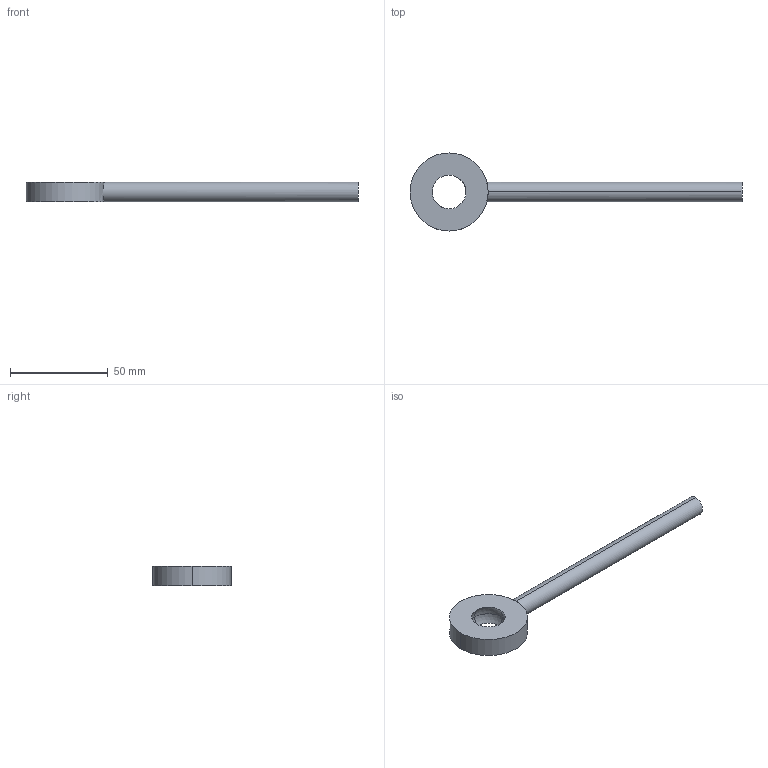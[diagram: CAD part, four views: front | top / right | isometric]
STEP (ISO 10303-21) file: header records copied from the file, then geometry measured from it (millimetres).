
FILE_DESCRIPTION(('CATIA V5 STEP Exchange'),'2;1');
FILE_NAME('Connecting_Rod.stp','2016-02-02T09:45:45+00:00',('none'),('none'),'CATIA Version 5 Release 20 SP 7 (IN-10)','CATIA V5 STEP AP203','none');
FILE_SCHEMA(('CONFIG_CONTROL_DESIGN'));
Length unit declared in the file: millimetre
Products named in the file (1): Connecting_Rod
Bounding box: 170 x 40 x 10 mm (x, y, z)
Volume: 19909.1 mm3; surface area: 8020.4 mm2
Topology: 1 solids, 1 shells, 15 faces, 36 edges, 23 vertices
Faces by surface type: sphere 8, cylinder 4, plane 3
Entity records: 584 total; most frequent: CARTESIAN_POINT 209, ORIENTED_EDGE 72, DIRECTION 55, AXIS2_PLACEMENT_3D 38, EDGE_CURVE 36, VERTEX_POINT 23, CIRCLE 22, EDGE_LOOP 17
